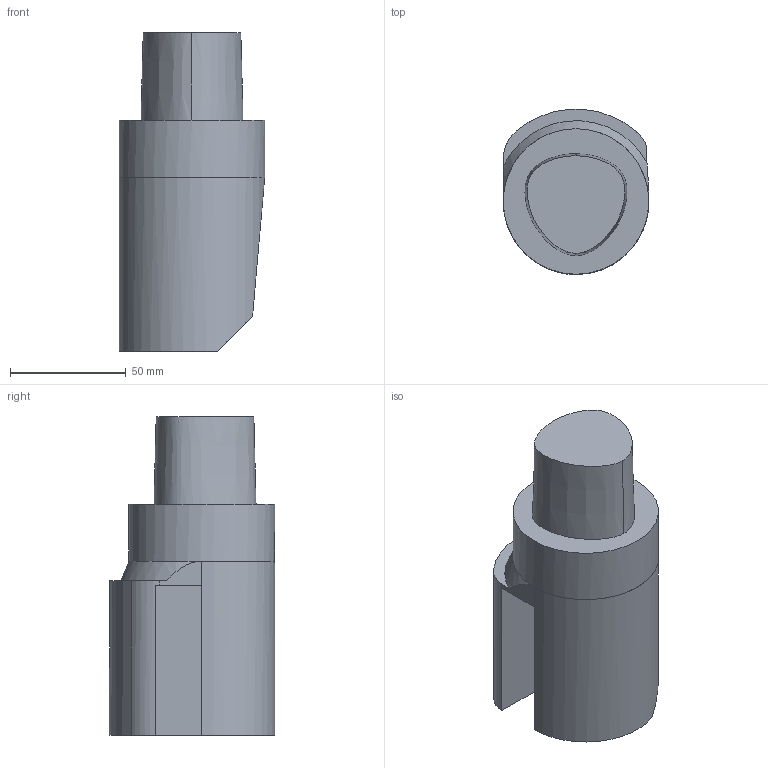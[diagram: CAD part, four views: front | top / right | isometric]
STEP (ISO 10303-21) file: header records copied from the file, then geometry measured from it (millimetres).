
FILE_DESCRIPTION((''),'1');
FILE_NAME('C6-180-BH20L-32100.stp','2017-05-03T05:13:16',(''),(''),'Spatial Interop R21 SP3','Kubotek KeyCreator 2011 V10.0.2 (22737)',' ');
FILE_SCHEMA(('automotive_design'));
Length unit declared in the file: millimetre
Products named in the file (1): 240[2]
Bounding box: 62.99 x 71.45 x 138 mm (x, y, z)
Volume: 370579.3 mm3; surface area: 35270.3 mm2
Topology: 1 solids, 1 shells, 20 faces, 50 edges, 32 vertices
Faces by surface type: plane 11, cylinder 5, cone 2, bspline 2
Full cylindrical faces by diameter (mm): 62.985 x1
Entity records: 1295 total; most frequent: CARTESIAN_POINT 333, DIRECTION 96, ORIENTED_EDGE 94, PRESENTATION_STYLE_ASSIGNMENT 89, COLOUR_RGB 89, STYLED_ITEM 68, CURVE_STYLE 68, DRAUGHTING_PRE_DEFINED_CURVE_FONT 68
